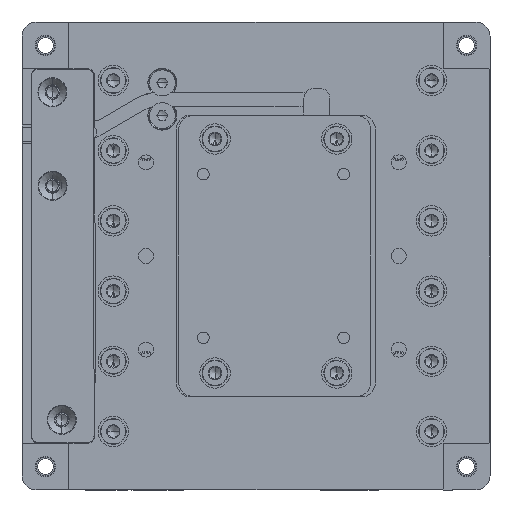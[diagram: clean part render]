
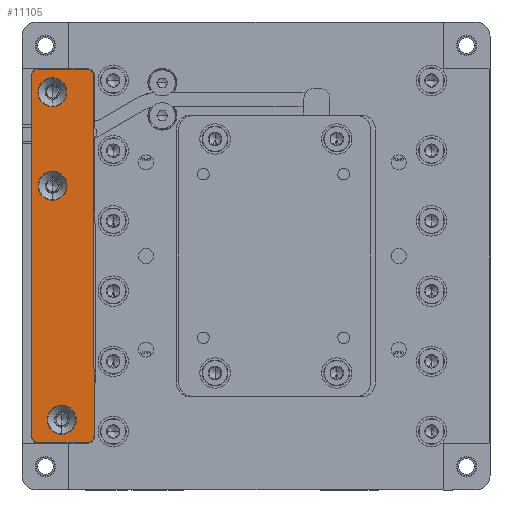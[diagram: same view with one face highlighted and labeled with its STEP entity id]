
A CAD part, front view. The second image highlights one B-rep face of the part: STEP entity #11105.
In plain terms, the highlighted planar face has unit normal (0, -1, 0).
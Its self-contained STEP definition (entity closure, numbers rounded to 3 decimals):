
#2188 = ORIENTED_EDGE ( 'NONE', *, *, #80355, .T. ) ;
#2566 = CARTESIAN_POINT ( 'NONE',  ( -41.5, -6., -38.099 ) ) ;
#2955 = CARTESIAN_POINT ( 'NONE',  ( -48.005, -6., 38.392 ) ) ;
#4926 = DIRECTION ( 'NONE',  ( 0., -1., 0. ) ) ;
#5945 = DIRECTION ( 'NONE',  ( 0., 0., 1. ) ) ;
#6205 = AXIS2_PLACEMENT_3D ( 'NONE', #50105, #10382, #56775 ) ;
#6488 = VERTEX_POINT ( 'NONE', #26239 ) ;
#7183 = ORIENTED_EDGE ( 'NONE', *, *, #37368, .T. ) ;
#7356 = VERTEX_POINT ( 'NONE', #36507 ) ;
#8379 = ORIENTED_EDGE ( 'NONE', *, *, #51165, .T. ) ;
#8656 = CARTESIAN_POINT ( 'NONE',  ( -43.471, -6., 11.899 ) ) ;
#9035 = CARTESIAN_POINT ( 'NONE',  ( -34.705, -6., 38.411 ) ) ;
#9402 = LINE ( 'NONE', #13095, #77881 ) ;
#9646 = DIRECTION ( 'NONE',  ( 0.001, 0., -1. ) ) ;
#9650 = CARTESIAN_POINT ( 'NONE',  ( -36.093, -6., -39.891 ) ) ;
#9704 = CARTESIAN_POINT ( 'NONE',  ( -36.205, -6., 38.409 ) ) ;
#9922 = ORIENTED_EDGE ( 'NONE', *, *, #14216, .T. ) ;
#10340 = LINE ( 'NONE', #2955, #43475 ) ;
#10354 = EDGE_LOOP ( 'NONE', ( #8379, #9922 ) ) ;
#10382 = DIRECTION ( 'NONE',  ( 0., 1., 0. ) ) ;
#11105 = ADVANCED_FACE ( 'NONE', ( #66438, #31150, #46701, #52963 ), #38248, .T. ) ;
#12688 = AXIS2_PLACEMENT_3D ( 'NONE', #85444, #45638, #5945 ) ;
#13035 = CIRCLE ( 'NONE', #40076, 3.1 ) ;
#13095 = CARTESIAN_POINT ( 'NONE',  ( -34.595, -6., -38.389 ) ) ;
#14216 = EDGE_CURVE ( 'NONE', #34639, #80502, #63907, .T. ) ;
#14451 = EDGE_CURVE ( 'NONE', #38255, #53954, #81541, .T. ) ;
#14654 = CARTESIAN_POINT ( 'NONE',  ( -46.395, -6., -38.406 ) ) ;
#15798 = CARTESIAN_POINT ( 'NONE',  ( -43.471, -6., 18.099 ) ) ;
#16006 = VERTEX_POINT ( 'NONE', #49147 ) ;
#16385 = DIRECTION ( 'NONE',  ( 0., 0., 1. ) ) ;
#17687 = VERTEX_POINT ( 'NONE', #61412 ) ;
#19024 = ORIENTED_EDGE ( 'NONE', *, *, #40715, .T. ) ;
#20032 = EDGE_CURVE ( 'NONE', #53954, #69547, #86024, .T. ) ;
#20582 = CARTESIAN_POINT ( 'NONE',  ( -36.095, -6., -38.391 ) ) ;
#20619 = CIRCLE ( 'NONE', #6205, 3.1 ) ;
#21190 = DIRECTION ( 'NONE',  ( 0., 1., 0. ) ) ;
#21300 = DIRECTION ( 'NONE',  ( 0., 0., 1. ) ) ;
#21973 = CARTESIAN_POINT ( 'NONE',  ( -46.393, -6., -39.906 ) ) ;
#22718 = AXIS2_PLACEMENT_3D ( 'NONE', #20582, #66975, #27228 ) ;
#23214 = CARTESIAN_POINT ( 'NONE',  ( -43.5, -6., 31.899 ) ) ;
#23444 = DIRECTION ( 'NONE',  ( 0., -1., 0. ) ) ;
#24389 = VERTEX_POINT ( 'NONE', #9035 ) ;
#24853 = ORIENTED_EDGE ( 'NONE', *, *, #26128, .T. ) ;
#26128 = EDGE_CURVE ( 'NONE', #59470, #56132, #13035, .T. ) ;
#26239 = CARTESIAN_POINT ( 'NONE',  ( -48.005, -6., 38.392 ) ) ;
#27228 = DIRECTION ( 'NONE',  ( 0., 0., 1. ) ) ;
#28294 = CARTESIAN_POINT ( 'NONE',  ( -34.595, -6., -38.389 ) ) ;
#28636 = EDGE_CURVE ( 'NONE', #69547, #24389, #9402, .T. ) ;
#29378 = EDGE_CURVE ( 'NONE', #6488, #53916, #10340, .T. ) ;
#30239 = ORIENTED_EDGE ( 'NONE', *, *, #75713, .T. ) ;
#30394 = DIRECTION ( 'NONE',  ( 0., 1., 0. ) ) ;
#31150 = FACE_BOUND ( 'NONE', #74073, .T. ) ;
#31837 = CARTESIAN_POINT ( 'NONE',  ( -43.5, -6., 34.999 ) ) ;
#34415 = CIRCLE ( 'NONE', #36834, 1.5 ) ;
#34468 = AXIS2_PLACEMENT_3D ( 'NONE', #31837, #78259, #38487 ) ;
#34639 = VERTEX_POINT ( 'NONE', #66000 ) ;
#34928 = EDGE_CURVE ( 'NONE', #16006, #7356, #34415, .T. ) ;
#35280 = DIRECTION ( 'NONE',  ( 1., 0., 0.001 ) ) ;
#35613 = EDGE_LOOP ( 'NONE', ( #30239, #64952, #19024, #58863, #41547, #69684, #42338, #42521, #68798 ) ) ;
#36507 = CARTESIAN_POINT ( 'NONE',  ( -36.207, -6., 39.909 ) ) ;
#36834 = AXIS2_PLACEMENT_3D ( 'NONE', #9704, #56081, #16385 ) ;
#36897 = DIRECTION ( 'NONE',  ( 0., 1., 0. ) ) ;
#37368 = EDGE_CURVE ( 'NONE', #69103, #79981, #67378, .T. ) ;
#38248 = PLANE ( 'NONE',  #75423 ) ;
#38255 = VERTEX_POINT ( 'NONE', #21973 ) ;
#38487 = DIRECTION ( 'NONE',  ( 0., 0., -1. ) ) ;
#38661 = DIRECTION ( 'NONE',  ( 0., 1., 0. ) ) ;
#40076 = AXIS2_PLACEMENT_3D ( 'NONE', #70156, #30394, #76804 ) ;
#40651 = AXIS2_PLACEMENT_3D ( 'NONE', #60940, #21190, #67605 ) ;
#40715 = EDGE_CURVE ( 'NONE', #53916, #38255, #43095, .T. ) ;
#41239 = CIRCLE ( 'NONE', #78857, 3.1 ) ;
#41547 = ORIENTED_EDGE ( 'NONE', *, *, #20032, .T. ) ;
#42338 = ORIENTED_EDGE ( 'NONE', *, *, #48504, .T. ) ;
#42521 = ORIENTED_EDGE ( 'NONE', *, *, #34928, .T. ) ;
#43095 = CIRCLE ( 'NONE', #68788, 1.5 ) ;
#43475 = VECTOR ( 'NONE', #9646, 1000. ) ;
#44419 = CARTESIAN_POINT ( 'NONE',  ( -47.895, -6., -38.408 ) ) ;
#44929 = CARTESIAN_POINT ( 'NONE',  ( -48.275, -6., 41.488 ) ) ;
#45638 = DIRECTION ( 'NONE',  ( 0., -1., 0. ) ) ;
#46701 = FACE_BOUND ( 'NONE', #48280, .T. ) ;
#48118 = AXIS2_PLACEMENT_3D ( 'NONE', #63215, #23444, #69878 ) ;
#48280 = EDGE_LOOP ( 'NONE', ( #2188, #24853 ) ) ;
#48504 = EDGE_CURVE ( 'NONE', #24389, #16006, #71045, .T. ) ;
#49147 = CARTESIAN_POINT ( 'NONE',  ( -36.205, -6., 39.909 ) ) ;
#50105 = CARTESIAN_POINT ( 'NONE',  ( -43.471, -6., 14.999 ) ) ;
#50136 = LINE ( 'NONE', #86050, #54274 ) ;
#51165 = EDGE_CURVE ( 'NONE', #80502, #34639, #41239, .T. ) ;
#51613 = DIRECTION ( 'NONE',  ( 0., 0., -1. ) ) ;
#52963 = FACE_BOUND ( 'NONE', #10354, .T. ) ;
#53916 = VERTEX_POINT ( 'NONE', #44419 ) ;
#53954 = VERTEX_POINT ( 'NONE', #9650 ) ;
#54274 = VECTOR ( 'NONE', #64559, 1000. ) ;
#56081 = DIRECTION ( 'NONE',  ( 0., -1., 0. ) ) ;
#56132 = VERTEX_POINT ( 'NONE', #2566 ) ;
#56545 = CIRCLE ( 'NONE', #40651, 3.1 ) ;
#56775 = DIRECTION ( 'NONE',  ( 0., 0., -1. ) ) ;
#58851 = EDGE_CURVE ( 'NONE', #7356, #17687, #50136, .T. ) ;
#58863 = ORIENTED_EDGE ( 'NONE', *, *, #14451, .T. ) ;
#59470 = VERTEX_POINT ( 'NONE', #68748 ) ;
#60940 = CARTESIAN_POINT ( 'NONE',  ( -41.5, -6., -34.999 ) ) ;
#61034 = DIRECTION ( 'NONE',  ( 0., -1., 0. ) ) ;
#61412 = CARTESIAN_POINT ( 'NONE',  ( -46.507, -6., 39.894 ) ) ;
#61585 = CIRCLE ( 'NONE', #12688, 1.5 ) ;
#63022 = ORIENTED_EDGE ( 'NONE', *, *, #69224, .T. ) ;
#63215 = CARTESIAN_POINT ( 'NONE',  ( -36.205, -6., 38.409 ) ) ;
#63907 = CIRCLE ( 'NONE', #34468, 3.1 ) ;
#63912 = VECTOR ( 'NONE', #35280, 1000. ) ;
#64559 = DIRECTION ( 'NONE',  ( -1., 0., -0.001 ) ) ;
#64952 = ORIENTED_EDGE ( 'NONE', *, *, #29378, .T. ) ;
#66000 = CARTESIAN_POINT ( 'NONE',  ( -43.5, -6., 38.099 ) ) ;
#66438 = FACE_OUTER_BOUND ( 'NONE', #35613, .T. ) ;
#66975 = DIRECTION ( 'NONE',  ( 0., -1., 0. ) ) ;
#67378 = CIRCLE ( 'NONE', #76920, 3.1 ) ;
#67605 = DIRECTION ( 'NONE',  ( 0., 0., -1. ) ) ;
#68748 = CARTESIAN_POINT ( 'NONE',  ( -41.5, -6., -31.899 ) ) ;
#68788 = AXIS2_PLACEMENT_3D ( 'NONE', #14654, #61034, #21300 ) ;
#68798 = ORIENTED_EDGE ( 'NONE', *, *, #58851, .T. ) ;
#69103 = VERTEX_POINT ( 'NONE', #8656 ) ;
#69224 = EDGE_CURVE ( 'NONE', #79981, #69103, #20619, .T. ) ;
#69547 = VERTEX_POINT ( 'NONE', #28294 ) ;
#69684 = ORIENTED_EDGE ( 'NONE', *, *, #28636, .T. ) ;
#69878 = DIRECTION ( 'NONE',  ( 0., 0., 1. ) ) ;
#70156 = CARTESIAN_POINT ( 'NONE',  ( -41.5, -6., -34.999 ) ) ;
#71045 = CIRCLE ( 'NONE', #48118, 1.5 ) ;
#74073 = EDGE_LOOP ( 'NONE', ( #7183, #63022 ) ) ;
#75042 = CARTESIAN_POINT ( 'NONE',  ( -46.393, -6., -39.906 ) ) ;
#75423 = AXIS2_PLACEMENT_3D ( 'NONE', #44929, #4926, #51613 ) ;
#75713 = EDGE_CURVE ( 'NONE', #17687, #6488, #61585, .T. ) ;
#76656 = CARTESIAN_POINT ( 'NONE',  ( -43.471, -6., 14.999 ) ) ;
#76804 = DIRECTION ( 'NONE',  ( 0., 0., -1. ) ) ;
#76920 = AXIS2_PLACEMENT_3D ( 'NONE', #76656, #36897, #83344 ) ;
#77881 = VECTOR ( 'NONE', #85917, 1000. ) ;
#78259 = DIRECTION ( 'NONE',  ( 0., 1., 0. ) ) ;
#78416 = CARTESIAN_POINT ( 'NONE',  ( -43.5, -6., 34.999 ) ) ;
#78857 = AXIS2_PLACEMENT_3D ( 'NONE', #78416, #38661, #85142 ) ;
#79981 = VERTEX_POINT ( 'NONE', #15798 ) ;
#80355 = EDGE_CURVE ( 'NONE', #56132, #59470, #56545, .T. ) ;
#80502 = VERTEX_POINT ( 'NONE', #23214 ) ;
#81541 = LINE ( 'NONE', #75042, #63912 ) ;
#83344 = DIRECTION ( 'NONE',  ( 0., 0., -1. ) ) ;
#85142 = DIRECTION ( 'NONE',  ( 0., 0., -1. ) ) ;
#85444 = CARTESIAN_POINT ( 'NONE',  ( -46.505, -6., 38.394 ) ) ;
#85917 = DIRECTION ( 'NONE',  ( -0.001, 0., 1. ) ) ;
#86024 = CIRCLE ( 'NONE', #22718, 1.5 ) ;
#86050 = CARTESIAN_POINT ( 'NONE',  ( -36.207, -6., 39.909 ) ) ;
